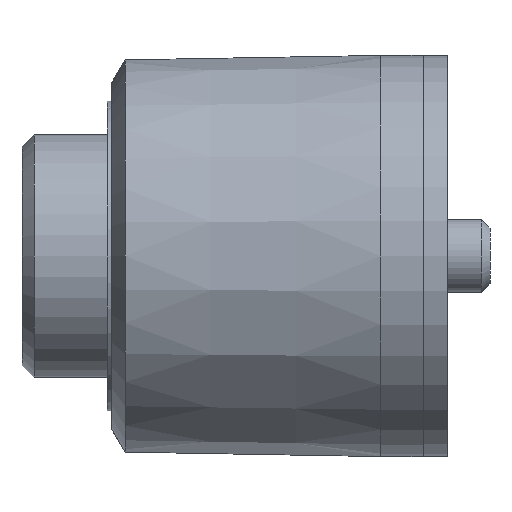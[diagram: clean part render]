
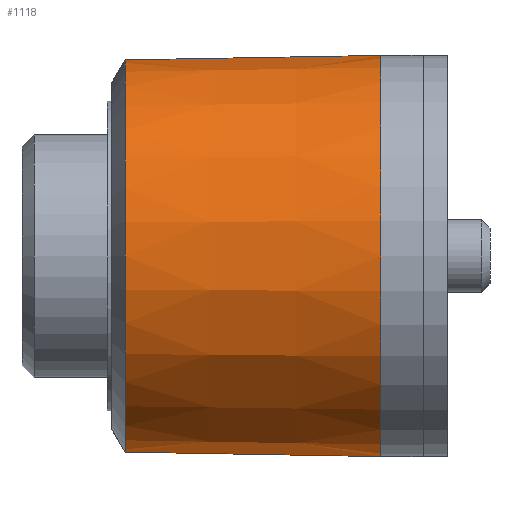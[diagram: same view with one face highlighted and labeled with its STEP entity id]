
A CAD part, front view. The second image highlights one B-rep face of the part: STEP entity #1118.
In plain terms, the highlighted conical face has half-angle 1 degrees and reference radius 16.5 mm.
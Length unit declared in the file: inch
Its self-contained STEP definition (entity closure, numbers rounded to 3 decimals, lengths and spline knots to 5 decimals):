
#4 = VERTEX_POINT ( 'NONE', #1829 ) ;
#74 = LINE ( 'NONE', #2368, #2043 ) ;
#144 = VECTOR ( 'NONE', #1251, 39.37008 ) ;
#182 = AXIS2_PLACEMENT_3D ( 'NONE', #1098, #1889, #2092 ) ;
#214 = CARTESIAN_POINT ( 'NONE',  ( 0.33465, 0.00039, -0.63517 ) ) ;
#266 = LINE ( 'NONE', #2412, #144 ) ;
#493 = DIRECTION ( 'NONE',  ( 0., 1., 0. ) ) ;
#540 = CARTESIAN_POINT ( 'NONE',  ( 0.33465, 0., 0. ) ) ;
#605 = VERTEX_POINT ( 'NONE', #2071 ) ;
#698 = VERTEX_POINT ( 'NONE', #214 ) ;
#929 = EDGE_LOOP ( 'NONE', ( #2067, #2044, #2329, #1328 ) ) ;
#948 = EDGE_CURVE ( 'NONE', #4, #698, #266, .T. ) ;
#1098 = CARTESIAN_POINT ( 'NONE',  ( 1.16142, 0., 0. ) ) ;
#1118 = ADVANCED_FACE ( 'NONE', ( #1477 ), #2091, .T. ) ;
#1251 = DIRECTION ( 'NONE',  ( -1., 0., 0.017 ) ) ;
#1328 = ORIENTED_EDGE ( 'NONE', *, *, #1670, .F. ) ;
#1400 = VERTEX_POINT ( 'NONE', #1967 ) ;
#1444 = CIRCLE ( 'NONE', #2242, 0.63518 ) ;
#1475 = CIRCLE ( 'NONE', #182, 0.64961 ) ;
#1477 = FACE_OUTER_BOUND ( 'NONE', #929, .T. ) ;
#1670 = EDGE_CURVE ( 'NONE', #698, #1400, #1444, .T. ) ;
#1829 = CARTESIAN_POINT ( 'NONE',  ( 1.16142, 0.00039, -0.64961 ) ) ;
#1840 = EDGE_CURVE ( 'NONE', #1400, #605, #74, .T. ) ;
#1875 = CARTESIAN_POINT ( 'NONE',  ( 1.16142, 0., 0. ) ) ;
#1888 = AXIS2_PLACEMENT_3D ( 'NONE', #1875, #2214, #493 ) ;
#1889 = DIRECTION ( 'NONE',  ( 1., 0., 0. ) ) ;
#1967 = CARTESIAN_POINT ( 'NONE',  ( 0.33465, 0.00039, 0.63517 ) ) ;
#2043 = VECTOR ( 'NONE', #2177, 39.37008 ) ;
#2044 = ORIENTED_EDGE ( 'NONE', *, *, #2169, .F. ) ;
#2058 = DIRECTION ( 'NONE',  ( 0., 0., -1. ) ) ;
#2067 = ORIENTED_EDGE ( 'NONE', *, *, #948, .F. ) ;
#2071 = CARTESIAN_POINT ( 'NONE',  ( 1.16142, 0.00039, 0.64961 ) ) ;
#2091 = CONICAL_SURFACE ( 'NONE', #1888, 0.64961, 0.017 ) ;
#2092 = DIRECTION ( 'NONE',  ( 0., 0., 1. ) ) ;
#2169 = EDGE_CURVE ( 'NONE', #605, #4, #1475, .T. ) ;
#2177 = DIRECTION ( 'NONE',  ( 1., 0., 0.017 ) ) ;
#2214 = DIRECTION ( 'NONE',  ( 1., 0., 0. ) ) ;
#2242 = AXIS2_PLACEMENT_3D ( 'NONE', #540, #2246, #2058 ) ;
#2246 = DIRECTION ( 'NONE',  ( -1., 0., 0. ) ) ;
#2329 = ORIENTED_EDGE ( 'NONE', *, *, #1840, .F. ) ;
#2368 = CARTESIAN_POINT ( 'NONE',  ( 1.9685, 0.00039, 0.66369 ) ) ;
#2412 = CARTESIAN_POINT ( 'NONE',  ( 0.33465, 0.00039, -0.63517 ) ) ;
